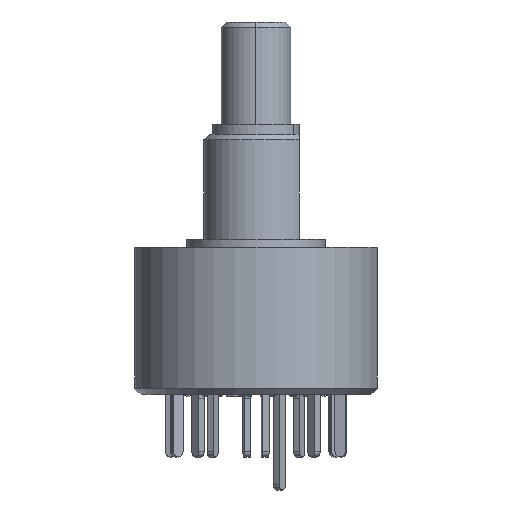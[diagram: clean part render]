
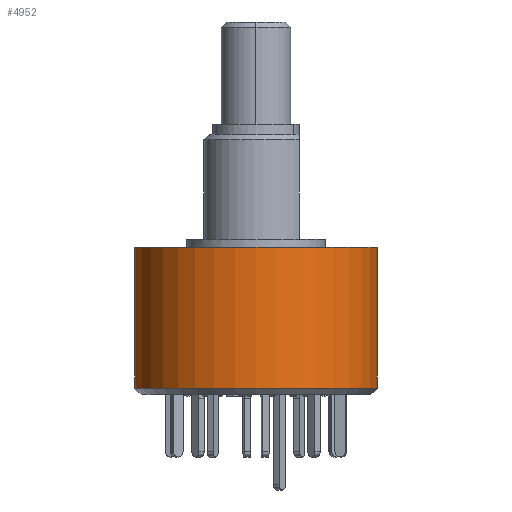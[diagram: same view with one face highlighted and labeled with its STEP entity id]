
A CAD part, left-side view. The second image highlights one B-rep face of the part: STEP entity #4952.
In plain terms, the highlighted cylindrical face has radius 7 mm (diameter 14 mm), a partial arc.
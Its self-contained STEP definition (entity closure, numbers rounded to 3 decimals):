
#1962 = CARTESIAN_POINT ( 'NONE',  ( 0., 7., -0.45 ) ) ;
#2168 = AXIS2_PLACEMENT_3D ( 'NONE', #5373, #13666, #14994 ) ;
#2900 = DIRECTION ( 'NONE',  ( 0., 0., -1. ) ) ;
#3387 = ORIENTED_EDGE ( 'NONE', *, *, #6788, .F. ) ;
#3440 = DIRECTION ( 'NONE',  ( 0., 1., 0. ) ) ;
#3486 = EDGE_LOOP ( 'NONE', ( #3387, #6243, #11690, #11294 ) ) ;
#3703 = EDGE_CURVE ( 'NONE', #9106, #13511, #8098, .T. ) ;
#4325 = DIRECTION ( 'NONE',  ( 0., -1., 0. ) ) ;
#4370 = CARTESIAN_POINT ( 'NONE',  ( 0., 0., -0.45 ) ) ;
#4952 = ADVANCED_FACE ( 'NONE', ( #9473 ), #11116, .T. ) ;
#5152 = DIRECTION ( 'NONE',  ( 0., 0., -1. ) ) ;
#5346 = CARTESIAN_POINT ( 'NONE',  ( 0., 7., -8.574 ) ) ;
#5373 = CARTESIAN_POINT ( 'NONE',  ( 0., 0., -8.574 ) ) ;
#5437 = CARTESIAN_POINT ( 'NONE',  ( 0., 7., -0.45 ) ) ;
#6243 = ORIENTED_EDGE ( 'NONE', *, *, #6387, .F. ) ;
#6387 = EDGE_CURVE ( 'NONE', #9106, #7134, #10305, .T. ) ;
#6788 = EDGE_CURVE ( 'NONE', #7134, #9039, #6957, .T. ) ;
#6957 = LINE ( 'NONE', #7506, #11770 ) ;
#7134 = VERTEX_POINT ( 'NONE', #12660 ) ;
#7506 = CARTESIAN_POINT ( 'NONE',  ( 0., -7., -0.45 ) ) ;
#7977 = DIRECTION ( 'NONE',  ( 0., 0., -1. ) ) ;
#8098 = LINE ( 'NONE', #5437, #10514 ) ;
#8402 = AXIS2_PLACEMENT_3D ( 'NONE', #9080, #11464, #4325 ) ;
#9039 = VERTEX_POINT ( 'NONE', #13790 ) ;
#9080 = CARTESIAN_POINT ( 'NONE',  ( 0., 0., -0.45 ) ) ;
#9106 = VERTEX_POINT ( 'NONE', #1962 ) ;
#9473 = FACE_OUTER_BOUND ( 'NONE', #3486, .T. ) ;
#10305 = CIRCLE ( 'NONE', #8402, 7. ) ;
#10514 = VECTOR ( 'NONE', #2900, 1000. ) ;
#10701 = AXIS2_PLACEMENT_3D ( 'NONE', #4370, #7977, #3440 ) ;
#11116 = CYLINDRICAL_SURFACE ( 'NONE', #10701, 7. ) ;
#11274 = CIRCLE ( 'NONE', #2168, 7. ) ;
#11294 = ORIENTED_EDGE ( 'NONE', *, *, #12392, .T. ) ;
#11464 = DIRECTION ( 'NONE',  ( 0., 0., 1. ) ) ;
#11690 = ORIENTED_EDGE ( 'NONE', *, *, #3703, .T. ) ;
#11770 = VECTOR ( 'NONE', #5152, 1000. ) ;
#12392 = EDGE_CURVE ( 'NONE', #13511, #9039, #11274, .T. ) ;
#12660 = CARTESIAN_POINT ( 'NONE',  ( 0., -7., -0.45 ) ) ;
#13511 = VERTEX_POINT ( 'NONE', #5346 ) ;
#13666 = DIRECTION ( 'NONE',  ( 0., 0., 1. ) ) ;
#13790 = CARTESIAN_POINT ( 'NONE',  ( 0., -7., -8.574 ) ) ;
#14994 = DIRECTION ( 'NONE',  ( 0., -1., 0. ) ) ;
